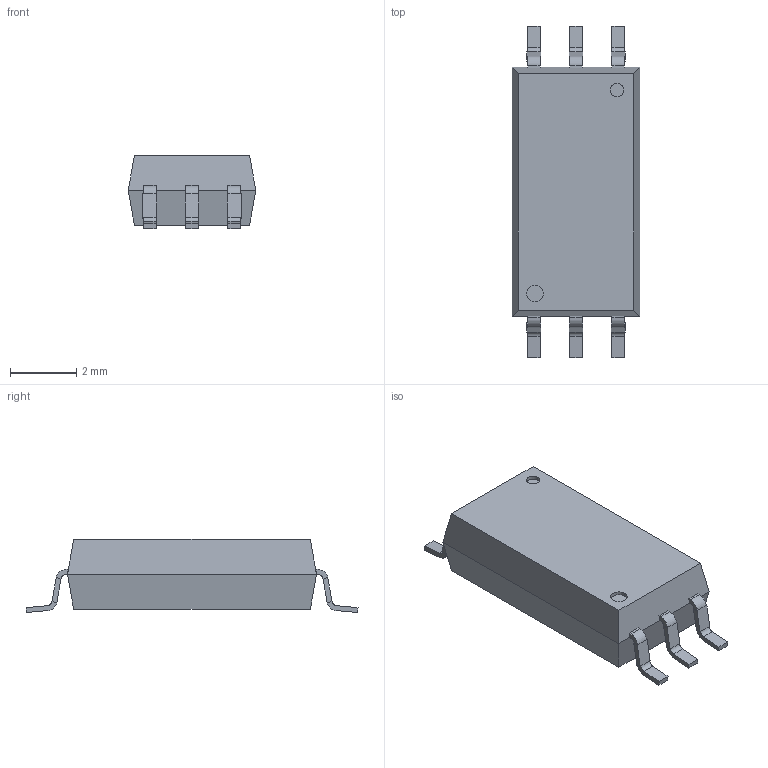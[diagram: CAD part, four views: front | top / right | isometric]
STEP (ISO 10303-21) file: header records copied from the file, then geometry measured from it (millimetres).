
FILE_DESCRIPTION (( 'STEP AP214' ), '1' );
FILE_NAME ('SO6L.STEP', '2017-11-28T01:10:52', ( 'Admin' ), ( 'MyPc' ), 'SwSTEP 2.0', 'SolidWorks 2015', '' );
FILE_SCHEMA (( 'AUTOMOTIVE_DESIGN' ));
Length unit declared in the file: millimetre
Products named in the file (1): SO6L
Bounding box: 3.84 x 10 x 2.2 mm (x, y, z)
Volume: 56.9 mm3; surface area: 110.7 mm2
Topology: 7 solids, 7 shells, 148 faces, 356 edges, 224 vertices
Faces by surface type: plane 120, cylinder 28
Entity records: 5514 total; most frequent: CARTESIAN_POINT 729, ORIENTED_EDGE 712, DIRECTION 710, EDGE_CURVE 356, LINE 300, VECTOR 300, VERTEX_POINT 224, AXIS2_PLACEMENT_3D 205
